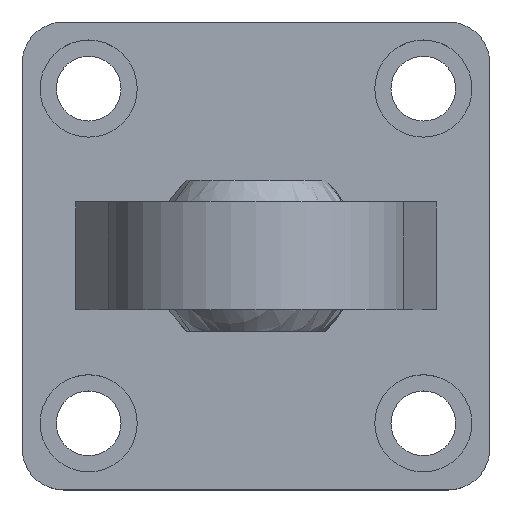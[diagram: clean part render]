
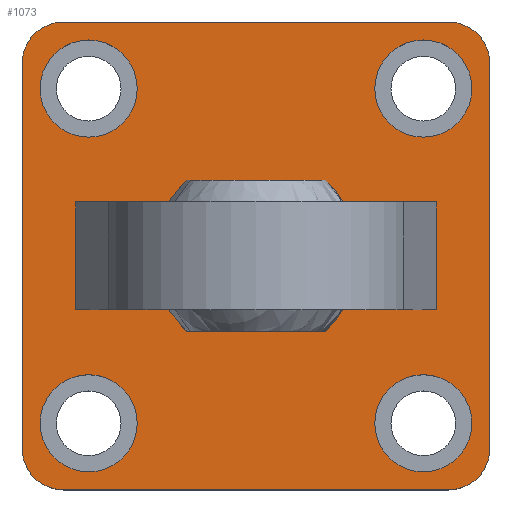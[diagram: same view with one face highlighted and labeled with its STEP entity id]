
A CAD part, top view. The second image highlights one B-rep face of the part: STEP entity #1073.
In plain terms, the highlighted planar face has unit normal (0, 0, 1).
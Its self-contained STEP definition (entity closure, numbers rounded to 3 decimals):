
#116=CARTESIAN_POINT('',(32.5,-26.75,11.0));
#117=VERTEX_POINT('',#116);
#118=CARTESIAN_POINT('',(26.75,-32.5,11.0));
#119=VERTEX_POINT('',#118);
#120=CARTESIAN_POINT('',(26.75,-26.75,11.0));
#121=DIRECTION('',(0.0,0.0,-1.));
#122=DIRECTION('',(0.707,-0.707,0.0));
#123=AXIS2_PLACEMENT_3D('',#120,#121,#122);
#124=CIRCLE('',#123,5.75);
#125=EDGE_CURVE('',#117,#119,#124,.T.);
#167=CARTESIAN_POINT('',(32.5,26.75,11.0));
#168=VERTEX_POINT('',#167);
#175=CARTESIAN_POINT('',(32.5,26.75,11.0));
#176=DIRECTION('',(0.0,-1.0,0.0));
#177=VECTOR('',#176,53.5);
#178=LINE('',#175,#177);
#179=EDGE_CURVE('',#168,#117,#178,.T.);
#303=CARTESIAN_POINT('',(-32.5,26.75,11.0));
#304=VERTEX_POINT('',#303);
#305=CARTESIAN_POINT('',(-26.75,32.5,11.0));
#306=VERTEX_POINT('',#305);
#307=CARTESIAN_POINT('',(-26.75,26.75,11.0));
#308=DIRECTION('',(0.0,0.0,-1.));
#309=DIRECTION('',(-0.707,0.707,0.0));
#310=AXIS2_PLACEMENT_3D('',#307,#308,#309);
#311=CIRCLE('',#310,5.75);
#312=EDGE_CURVE('',#304,#306,#311,.T.);
#336=CARTESIAN_POINT('',(26.75,32.5,11.0));
#337=VERTEX_POINT('',#336);
#338=CARTESIAN_POINT('',(-26.75,32.5,11.0));
#339=DIRECTION('',(1.0,0.0,0.0));
#340=VECTOR('',#339,53.5);
#341=LINE('',#338,#340);
#342=EDGE_CURVE('',#306,#337,#341,.T.);
#359=CARTESIAN_POINT('',(26.75,26.75,11.0));
#360=DIRECTION('',(0.0,0.0,-1.));
#361=DIRECTION('',(0.707,0.707,0.0));
#362=AXIS2_PLACEMENT_3D('',#359,#360,#361);
#363=CIRCLE('',#362,5.75);
#364=EDGE_CURVE('',#337,#168,#363,.T.);
#377=CARTESIAN_POINT('',(-26.75,-32.5,11.0));
#378=VERTEX_POINT('',#377);
#379=CARTESIAN_POINT('',(-32.5,-26.75,11.0));
#380=VERTEX_POINT('',#379);
#381=CARTESIAN_POINT('',(-26.75,-26.75,11.0));
#382=DIRECTION('',(0.0,0.0,-1.));
#383=DIRECTION('',(-0.707,-0.707,0.0));
#384=AXIS2_PLACEMENT_3D('',#381,#382,#383);
#385=CIRCLE('',#384,5.75);
#386=EDGE_CURVE('',#378,#380,#385,.T.);
#412=CARTESIAN_POINT('',(-32.5,-26.75,11.0));
#413=DIRECTION('',(0.0,1.0,0.0));
#414=VECTOR('',#413,53.5);
#415=LINE('',#412,#414);
#416=EDGE_CURVE('',#380,#304,#415,.T.);
#475=CARTESIAN_POINT('',(30.0,23.25,11.0));
#476=VERTEX_POINT('',#475);
#477=CARTESIAN_POINT('',(23.25,23.25,11.0));
#478=DIRECTION('',(0.0,0.0,-1.0));
#479=DIRECTION('',(1.0,0.0,0.0));
#480=AXIS2_PLACEMENT_3D('',#477,#478,#479);
#481=CIRCLE('',#480,6.75);
#482=EDGE_CURVE('',#476,#476,#481,.T.);
#577=CARTESIAN_POINT('',(-16.5,-23.25,11.0));
#578=VERTEX_POINT('',#577);
#579=CARTESIAN_POINT('',(-23.25,-23.25,11.0));
#580=DIRECTION('',(0.0,0.0,-1.0));
#581=DIRECTION('',(1.0,0.0,0.0));
#582=AXIS2_PLACEMENT_3D('',#579,#580,#581);
#583=CIRCLE('',#582,6.75);
#584=EDGE_CURVE('',#578,#578,#583,.T.);
#679=CARTESIAN_POINT('',(-16.5,23.25,11.0));
#680=VERTEX_POINT('',#679);
#681=CARTESIAN_POINT('',(-23.25,23.25,11.0));
#682=DIRECTION('',(0.0,0.0,-1.0));
#683=DIRECTION('',(1.0,0.0,0.0));
#684=AXIS2_PLACEMENT_3D('',#681,#682,#683);
#685=CIRCLE('',#684,6.75);
#686=EDGE_CURVE('',#680,#680,#685,.T.);
#781=CARTESIAN_POINT('',(30.0,-23.25,11.0));
#782=VERTEX_POINT('',#781);
#783=CARTESIAN_POINT('',(23.25,-23.25,11.0));
#784=DIRECTION('',(0.0,0.0,-1.0));
#785=DIRECTION('',(1.0,0.0,0.0));
#786=AXIS2_PLACEMENT_3D('',#783,#784,#785);
#787=CIRCLE('',#786,6.75);
#788=EDGE_CURVE('',#782,#782,#787,.T.);
#884=CARTESIAN_POINT('',(-25.057,-7.5,11.));
#885=VERTEX_POINT('',#884);
#894=CARTESIAN_POINT('',(25.057,-7.5,11.));
#895=VERTEX_POINT('',#894);
#896=CARTESIAN_POINT('',(25.057,-7.5,11.));
#897=DIRECTION('',(-1.0,0.0,0.0));
#898=VECTOR('',#897,50.114);
#899=LINE('',#896,#898);
#900=EDGE_CURVE('',#895,#885,#899,.T.);
#928=CARTESIAN_POINT('',(25.057,7.5,11.));
#929=VERTEX_POINT('',#928);
#945=CARTESIAN_POINT('',(25.057,7.5,11.));
#946=DIRECTION('',(0.0,-1.0,0.0));
#947=VECTOR('',#946,15.0);
#948=LINE('',#945,#947);
#949=EDGE_CURVE('',#929,#895,#948,.T.);
#984=CARTESIAN_POINT('',(-25.057,7.5,11.));
#985=VERTEX_POINT('',#984);
#992=CARTESIAN_POINT('',(-25.057,-7.5,11.));
#993=DIRECTION('',(0.0,1.0,0.0));
#994=VECTOR('',#993,15.0);
#995=LINE('',#992,#994);
#996=EDGE_CURVE('',#885,#985,#995,.T.);
#1009=CARTESIAN_POINT('',(-25.057,7.5,11.));
#1010=DIRECTION('',(1.0,0.0,0.0));
#1011=VECTOR('',#1010,50.114);
#1012=LINE('',#1009,#1011);
#1013=EDGE_CURVE('',#985,#929,#1012,.T.);
#1029=CARTESIAN_POINT('',(26.75,-32.5,11.0));
#1030=DIRECTION('',(-1.0,0.0,0.0));
#1031=VECTOR('',#1030,53.5);
#1032=LINE('',#1029,#1031);
#1033=EDGE_CURVE('',#119,#378,#1032,.T.);
#1040=CARTESIAN_POINT('',(0.0,0.,11.0));
#1041=DIRECTION('',(0.0,0.0,1.0));
#1042=DIRECTION('',(1.0,0.0,0.0));
#1043=AXIS2_PLACEMENT_3D('',#1040,#1041,#1042);
#1044=PLANE('',#1043);
#1045=ORIENTED_EDGE('',*,*,#125,.F.);
#1046=ORIENTED_EDGE('',*,*,#179,.F.);
#1047=ORIENTED_EDGE('',*,*,#364,.F.);
#1048=ORIENTED_EDGE('',*,*,#342,.F.);
#1049=ORIENTED_EDGE('',*,*,#312,.F.);
#1050=ORIENTED_EDGE('',*,*,#416,.F.);
#1051=ORIENTED_EDGE('',*,*,#386,.F.);
#1052=ORIENTED_EDGE('',*,*,#1033,.F.);
#1053=EDGE_LOOP('',(#1045,#1046,#1047,#1048,#1049,#1050,#1051,#1052));
#1054=FACE_OUTER_BOUND('',#1053,.T.);
#1055=ORIENTED_EDGE('',*,*,#482,.T.);
#1056=EDGE_LOOP('',(#1055));
#1057=FACE_BOUND('',#1056,.T.);
#1058=ORIENTED_EDGE('',*,*,#584,.T.);
#1059=EDGE_LOOP('',(#1058));
#1060=FACE_BOUND('',#1059,.T.);
#1061=ORIENTED_EDGE('',*,*,#686,.T.);
#1062=EDGE_LOOP('',(#1061));
#1063=FACE_BOUND('',#1062,.T.);
#1064=ORIENTED_EDGE('',*,*,#788,.T.);
#1065=EDGE_LOOP('',(#1064));
#1066=FACE_BOUND('',#1065,.T.);
#1067=ORIENTED_EDGE('',*,*,#900,.T.);
#1068=ORIENTED_EDGE('',*,*,#996,.T.);
#1069=ORIENTED_EDGE('',*,*,#1013,.T.);
#1070=ORIENTED_EDGE('',*,*,#949,.T.);
#1071=EDGE_LOOP('',(#1067,#1068,#1069,#1070));
#1072=FACE_BOUND('',#1071,.T.);
#1073=ADVANCED_FACE('',(#1054,#1057,#1060,#1063,#1066,#1072),#1044,.T.);
